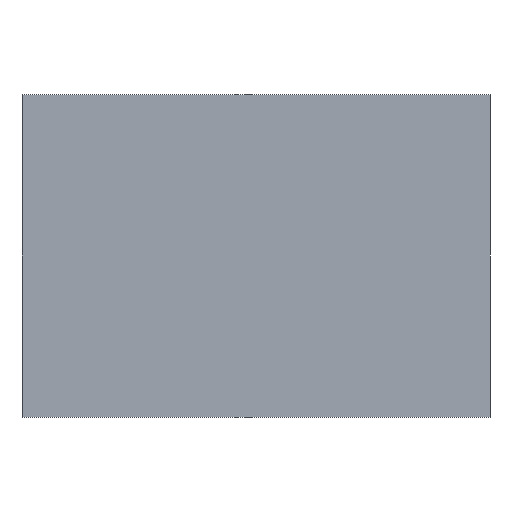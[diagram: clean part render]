
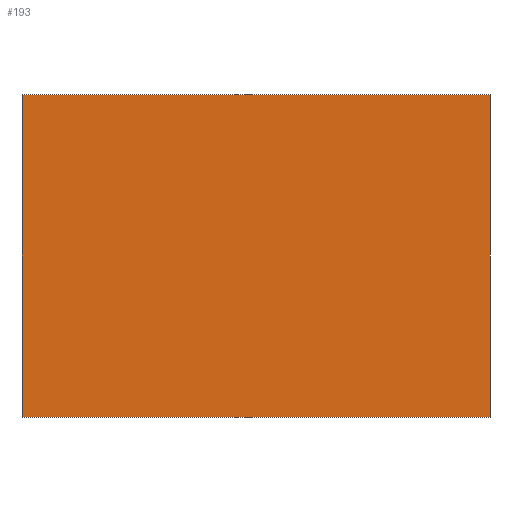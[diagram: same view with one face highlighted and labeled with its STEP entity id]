
A CAD part, front view. The second image highlights one B-rep face of the part: STEP entity #193.
In plain terms, the highlighted planar face has unit normal (0, -1, 0).
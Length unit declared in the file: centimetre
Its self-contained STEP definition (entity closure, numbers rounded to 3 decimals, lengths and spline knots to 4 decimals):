
#1 = EDGE_CURVE ( 'NONE', #19, #233, #227, .T. ) ;
#11 = CARTESIAN_POINT ( 'NONE',  ( 7.25, 0., -5. ) ) ;
#16 = ORIENTED_EDGE ( 'NONE', *, *, #67, .F. ) ;
#19 = VERTEX_POINT ( 'NONE', #11 ) ;
#29 = VERTEX_POINT ( 'NONE', #272 ) ;
#33 = FACE_OUTER_BOUND ( 'NONE', #348, .T. ) ;
#49 = DIRECTION ( 'NONE',  ( -1., 0., 0. ) ) ;
#61 = LINE ( 'NONE', #306, #158 ) ;
#67 = EDGE_CURVE ( 'NONE', #233, #286, #364, .T. ) ;
#70 = CARTESIAN_POINT ( 'NONE',  ( -7.25, 0., 5. ) ) ;
#85 = DIRECTION ( 'NONE',  ( 0., 0., -1. ) ) ;
#94 = DIRECTION ( 'NONE',  ( 0., 1., 0. ) ) ;
#105 = VECTOR ( 'NONE', #49, 100. ) ;
#132 = LINE ( 'NONE', #282, #304 ) ;
#139 = ORIENTED_EDGE ( 'NONE', *, *, #1, .F. ) ;
#147 = PLANE ( 'NONE',  #312 ) ;
#158 = VECTOR ( 'NONE', #85, 100. ) ;
#173 = EDGE_CURVE ( 'NONE', #29, #19, #61, .T. ) ;
#176 = CARTESIAN_POINT ( 'NONE',  ( -7.25, 0., -5. ) ) ;
#193 = ADVANCED_FACE ( 'NONE', ( #33 ), #147, .F. ) ;
#196 = ORIENTED_EDGE ( 'NONE', *, *, #173, .F. ) ;
#214 = EDGE_CURVE ( 'NONE', #286, #29, #132, .T. ) ;
#227 = LINE ( 'NONE', #323, #105 ) ;
#233 = VERTEX_POINT ( 'NONE', #385 ) ;
#237 = ORIENTED_EDGE ( 'NONE', *, *, #214, .F. ) ;
#263 = VECTOR ( 'NONE', #278, 100. ) ;
#272 = CARTESIAN_POINT ( 'NONE',  ( 7.25, 0., 5. ) ) ;
#278 = DIRECTION ( 'NONE',  ( 0., 0., 1. ) ) ;
#282 = CARTESIAN_POINT ( 'NONE',  ( -7.25, 0., 5. ) ) ;
#286 = VERTEX_POINT ( 'NONE', #70 ) ;
#304 = VECTOR ( 'NONE', #372, 100. ) ;
#306 = CARTESIAN_POINT ( 'NONE',  ( 7.25, 0., -5. ) ) ;
#312 = AXIS2_PLACEMENT_3D ( 'NONE', #342, #94, #375 ) ;
#323 = CARTESIAN_POINT ( 'NONE',  ( -7.25, 0., -5. ) ) ;
#342 = CARTESIAN_POINT ( 'NONE',  ( 0., 0., 0. ) ) ;
#348 = EDGE_LOOP ( 'NONE', ( #196, #237, #16, #139 ) ) ;
#364 = LINE ( 'NONE', #176, #263 ) ;
#372 = DIRECTION ( 'NONE',  ( 1., 0., 0. ) ) ;
#375 = DIRECTION ( 'NONE',  ( 0., 0., 1. ) ) ;
#385 = CARTESIAN_POINT ( 'NONE',  ( -7.25, 0., -5. ) ) ;
